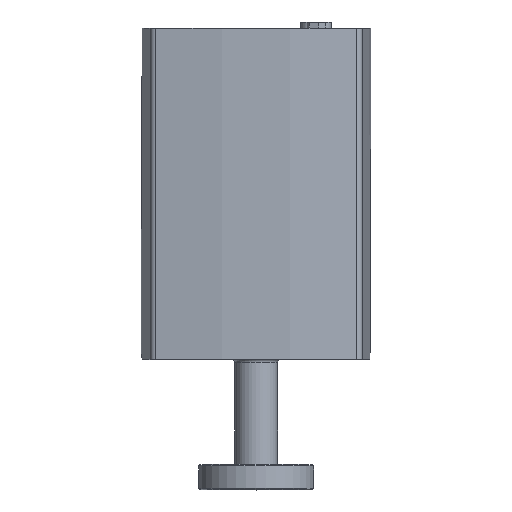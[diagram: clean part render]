
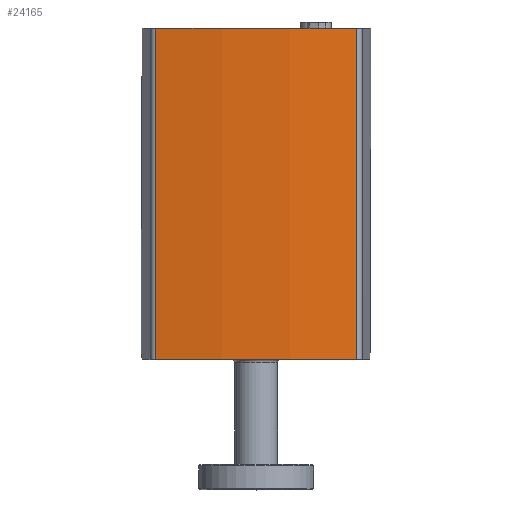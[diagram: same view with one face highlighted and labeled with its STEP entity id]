
A CAD part, top view. The second image highlights one B-rep face of the part: STEP entity #24165.
In plain terms, the highlighted cylindrical face has radius 170 mm (diameter 340 mm), a partial arc.
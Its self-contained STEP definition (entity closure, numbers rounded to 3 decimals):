
#968=CYLINDRICAL_SURFACE('',#26193,170.);
#1793=CIRCLE('',#26141,170.);
#1828=CIRCLE('',#26184,170.);
#3040=FACE_OUTER_BOUND('',#4445,.T.);
#4445=EDGE_LOOP('',(#18614,#18615,#18616,#18617));
#6330=LINE('',#46676,#8230);
#6331=LINE('',#46678,#8231);
#8230=VECTOR('',#31094,98.);
#8231=VECTOR('',#31097,98.);
#10444=VERTEX_POINT('',#46271);
#10445=VERTEX_POINT('',#46273);
#10478=VERTEX_POINT('',#46355);
#10479=VERTEX_POINT('',#46357);
#13336=EDGE_CURVE('',#10444,#10445,#1793,.T.);
#13378=EDGE_CURVE('',#10479,#10478,#1828,.T.);
#13397=EDGE_CURVE('',#10444,#10479,#6330,.T.);
#13398=EDGE_CURVE('',#10445,#10478,#6331,.T.);
#18614=ORIENTED_EDGE('',*,*,#13398,.F.);
#18615=ORIENTED_EDGE('',*,*,#13336,.F.);
#18616=ORIENTED_EDGE('',*,*,#13397,.T.);
#18617=ORIENTED_EDGE('',*,*,#13378,.T.);
#24165=ADVANCED_FACE('',(#3040),#968,.T.);
#26141=AXIS2_PLACEMENT_3D('',#46274,#30976,#30977);
#26184=AXIS2_PLACEMENT_3D('',#46358,#31069,#31070);
#26193=AXIS2_PLACEMENT_3D('',#46677,#31095,#31096);
#30976=DIRECTION('center_axis',(0.,1.,0.));
#30977=DIRECTION('ref_axis',(-0.175,0.,0.985));
#31069=DIRECTION('center_axis',(0.,1.,0.));
#31070=DIRECTION('ref_axis',(-0.175,0.,0.985));
#31094=DIRECTION('',(0.,-1.,0.));
#31095=DIRECTION('center_axis',(0.,1.,0.));
#31096=DIRECTION('ref_axis',(0.,0.,
1.));
#31097=DIRECTION('',(0.,-1.,0.));
#46271=CARTESIAN_POINT('',(-29.756,97.9,31.375));
#46273=CARTESIAN_POINT('',(29.756,97.9,31.375));
#46274=CARTESIAN_POINT('Origin',(0.,97.9,-136.));
#46355=CARTESIAN_POINT('',(29.756,-0.1,31.375));
#46357=CARTESIAN_POINT('',(-29.756,-0.1,31.375));
#46358=CARTESIAN_POINT('Origin',(0.,-0.1,
-136.));
#46676=CARTESIAN_POINT('',(-29.756,97.9,31.375));
#46677=CARTESIAN_POINT('Origin',(0.,-0.1,
-136.));
#46678=CARTESIAN_POINT('',(29.756,97.9,31.375));
